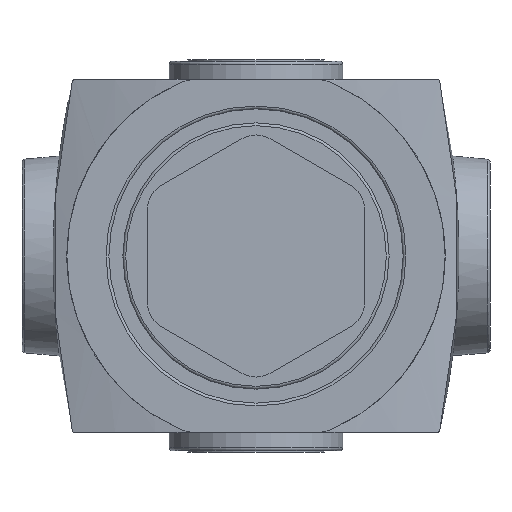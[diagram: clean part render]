
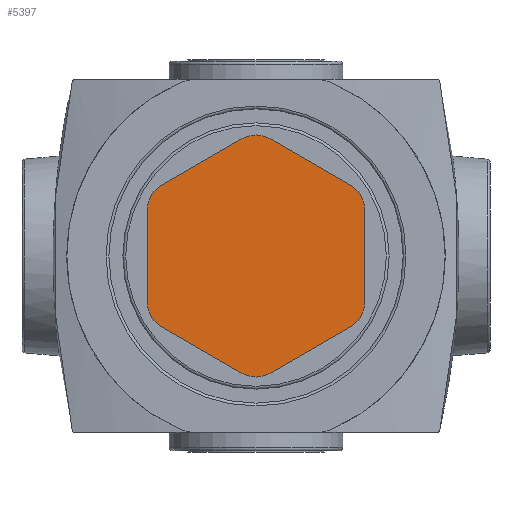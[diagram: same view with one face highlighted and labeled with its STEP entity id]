
A CAD part, front view. The second image highlights one B-rep face of the part: STEP entity #5397.
In plain terms, the highlighted planar face has unit normal (0, -1, 0).
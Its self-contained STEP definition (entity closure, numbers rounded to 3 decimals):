
#206=LINE('',#8167,#452);
#209=LINE('',#8175,#455);
#212=LINE('',#8183,#458);
#215=LINE('',#8191,#461);
#218=LINE('',#8199,#464);
#221=LINE('',#8207,#467);
#452=VECTOR('',#6677,1000.);
#455=VECTOR('',#6686,1000.);
#458=VECTOR('',#6695,1000.);
#461=VECTOR('',#6704,1000.);
#464=VECTOR('',#6713,1000.);
#467=VECTOR('',#6722,1000.);
#689=PLANE('',#5804);
#882=CIRCLE('',#5788,2.);
#883=CIRCLE('',#5791,2.);
#884=CIRCLE('',#5794,2.);
#885=CIRCLE('',#5797,2.);
#886=CIRCLE('',#5800,2.);
#887=CIRCLE('',#5803,2.);
#1664=ORIENTED_EDGE('',*,*,#2322,.F.);
#1665=ORIENTED_EDGE('',*,*,#2344,.F.);
#1666=ORIENTED_EDGE('',*,*,#2342,.F.);
#1667=ORIENTED_EDGE('',*,*,#2340,.F.);
#1668=ORIENTED_EDGE('',*,*,#2338,.F.);
#1669=ORIENTED_EDGE('',*,*,#2336,.F.);
#1670=ORIENTED_EDGE('',*,*,#2334,.F.);
#1671=ORIENTED_EDGE('',*,*,#2332,.F.);
#1672=ORIENTED_EDGE('',*,*,#2330,.F.);
#1673=ORIENTED_EDGE('',*,*,#2328,.F.);
#1674=ORIENTED_EDGE('',*,*,#2326,.F.);
#1675=ORIENTED_EDGE('',*,*,#2324,.F.);
#2322=EDGE_CURVE('',#2740,#2741,#206,.T.);
#2324=EDGE_CURVE('',#2741,#2742,#882,.T.);
#2326=EDGE_CURVE('',#2742,#2743,#209,.T.);
#2328=EDGE_CURVE('',#2743,#2744,#883,.T.);
#2330=EDGE_CURVE('',#2744,#2745,#212,.T.);
#2332=EDGE_CURVE('',#2745,#2746,#884,.T.);
#2334=EDGE_CURVE('',#2746,#2747,#215,.T.);
#2336=EDGE_CURVE('',#2747,#2748,#885,.T.);
#2338=EDGE_CURVE('',#2748,#2749,#218,.T.);
#2340=EDGE_CURVE('',#2749,#2750,#886,.T.);
#2342=EDGE_CURVE('',#2750,#2751,#221,.T.);
#2344=EDGE_CURVE('',#2751,#2740,#887,.T.);
#2740=VERTEX_POINT('',#8166);
#2741=VERTEX_POINT('',#8168);
#2742=VERTEX_POINT('',#8172);
#2743=VERTEX_POINT('',#8176);
#2744=VERTEX_POINT('',#8180);
#2745=VERTEX_POINT('',#8184);
#2746=VERTEX_POINT('',#8188);
#2747=VERTEX_POINT('',#8192);
#2748=VERTEX_POINT('',#8196);
#2749=VERTEX_POINT('',#8200);
#2750=VERTEX_POINT('',#8204);
#2751=VERTEX_POINT('',#8208);
#3112=EDGE_LOOP('',(#1664,#1665,#1666,#1667,#1668,#1669,#1670,#1671,#1672,
#1673,#1674,#1675));
#3438=FACE_BOUND('',#3112,.T.);
#5397=ADVANCED_FACE('',(#3438),#689,.F.);
#5788=AXIS2_PLACEMENT_3D('',#8171,#6681,#6682);
#5791=AXIS2_PLACEMENT_3D('',#8179,#6690,#6691);
#5794=AXIS2_PLACEMENT_3D('',#8187,#6699,#6700);
#5797=AXIS2_PLACEMENT_3D('',#8195,#6708,#6709);
#5800=AXIS2_PLACEMENT_3D('',#8203,#6717,#6718);
#5803=AXIS2_PLACEMENT_3D('',#8211,#6726,#6727);
#5804=AXIS2_PLACEMENT_3D('',#8212,#6728,#6729);
#6677=DIRECTION('',(0.,0.,1.));
#6681=DIRECTION('',(0.,1.,0.));
#6682=DIRECTION('',(1.,0.,0.));
#6686=DIRECTION('',(0.866,0.,0.5));
#6690=DIRECTION('',(0.,1.,0.));
#6691=DIRECTION('',(1.,0.,0.));
#6695=DIRECTION('',(0.866,0.,-0.5));
#6699=DIRECTION('',(0.,1.,0.));
#6700=DIRECTION('',(1.,0.,0.));
#6704=DIRECTION('',(0.,0.,-1.));
#6708=DIRECTION('',(0.,1.,0.));
#6709=DIRECTION('',(1.,0.,0.));
#6713=DIRECTION('',(-0.866,0.,-0.5));
#6717=DIRECTION('',(0.,1.,0.));
#6718=DIRECTION('',(1.,0.,0.));
#6722=DIRECTION('',(-0.866,0.,0.5));
#6726=DIRECTION('',(0.,1.,0.));
#6727=DIRECTION('',(1.,0.,0.));
#6728=DIRECTION('',(0.,1.,0.));
#6729=DIRECTION('',(0.,0.,1.));
#8166=CARTESIAN_POINT('',(-7.75,-14.85,-3.32));
#8167=CARTESIAN_POINT('',(-7.75,-14.85,-3.32));
#8168=CARTESIAN_POINT('',(-7.75,-14.85,3.32));
#8171=CARTESIAN_POINT('',(-5.75,-14.85,3.32));
#8172=CARTESIAN_POINT('',(-6.75,-14.85,5.052));
#8175=CARTESIAN_POINT('',(-6.75,-14.85,5.052));
#8176=CARTESIAN_POINT('',(-1.,-14.85,8.372));
#8179=CARTESIAN_POINT('',(0.,-14.85,6.64));
#8180=CARTESIAN_POINT('',(1.,-14.85,8.372));
#8183=CARTESIAN_POINT('',(1.,-14.85,8.372));
#8184=CARTESIAN_POINT('',(6.75,-14.85,5.052));
#8187=CARTESIAN_POINT('',(5.75,-14.85,3.32));
#8188=CARTESIAN_POINT('',(7.75,-14.85,3.32));
#8191=CARTESIAN_POINT('',(7.75,-14.85,3.32));
#8192=CARTESIAN_POINT('',(7.75,-14.85,-3.32));
#8195=CARTESIAN_POINT('',(5.75,-14.85,-3.32));
#8196=CARTESIAN_POINT('',(6.75,-14.85,-5.052));
#8199=CARTESIAN_POINT('',(6.75,-14.85,-5.052));
#8200=CARTESIAN_POINT('',(1.,-14.85,-8.372));
#8203=CARTESIAN_POINT('',(0.,-14.85,-6.64));
#8204=CARTESIAN_POINT('',(-1.,-14.85,-8.372));
#8207=CARTESIAN_POINT('',(-1.,-14.85,-8.372));
#8208=CARTESIAN_POINT('',(-6.75,-14.85,-5.052));
#8211=CARTESIAN_POINT('',(-5.75,-14.85,-3.32));
#8212=CARTESIAN_POINT('',(-5.75,-14.85,3.32));
